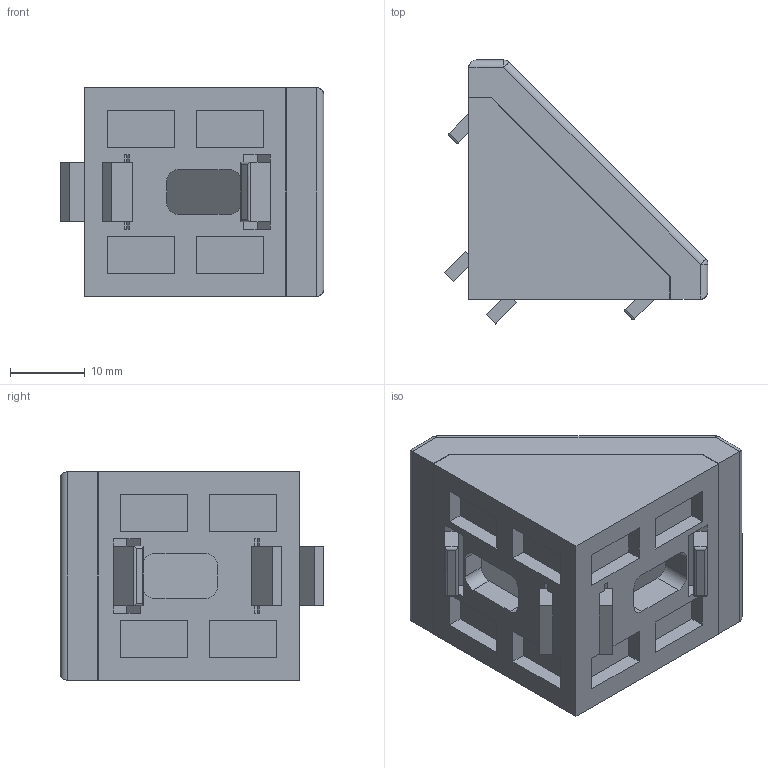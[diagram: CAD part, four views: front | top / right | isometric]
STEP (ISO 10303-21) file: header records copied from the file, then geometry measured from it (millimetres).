
FILE_DESCRIPTION (( 'STEP AP203' ), '1' );
FILE_NAME ('Óãëîâîé ñîåäèíèòåëü AL 1õ2 28õ27õ27 ñ çàãëóøêîé.STEP', '2022-09-30T11:31:38', ( 'user' ), ( '' ), 'SwSTEP 2.0', 'SolidWorks 2022', '' );
FILE_SCHEMA (( 'CONFIG_CONTROL_DESIGN' ));
Length unit declared in the file: millimetre
Products named in the file (1): Угловой соединитель AL 1х2 28х27х27 с заглушкой
Bounding box: 35.41 x 35.41 x 28 mm (x, y, z)
Volume: 11155.1 mm3; surface area: 8288.1 mm2
Topology: 2 solids, 2 shells, 150 faces, 372 edges, 234 vertices
Faces by surface type: plane 119, cylinder 27, sphere 4
Entity records: 4391 total; most frequent: CARTESIAN_POINT 795, ORIENTED_EDGE 736, DIRECTION 684, EDGE_CURVE 368, LINE 326, VECTOR 326, VERTEX_POINT 234, AXIS2_PLACEMENT_3D 179
